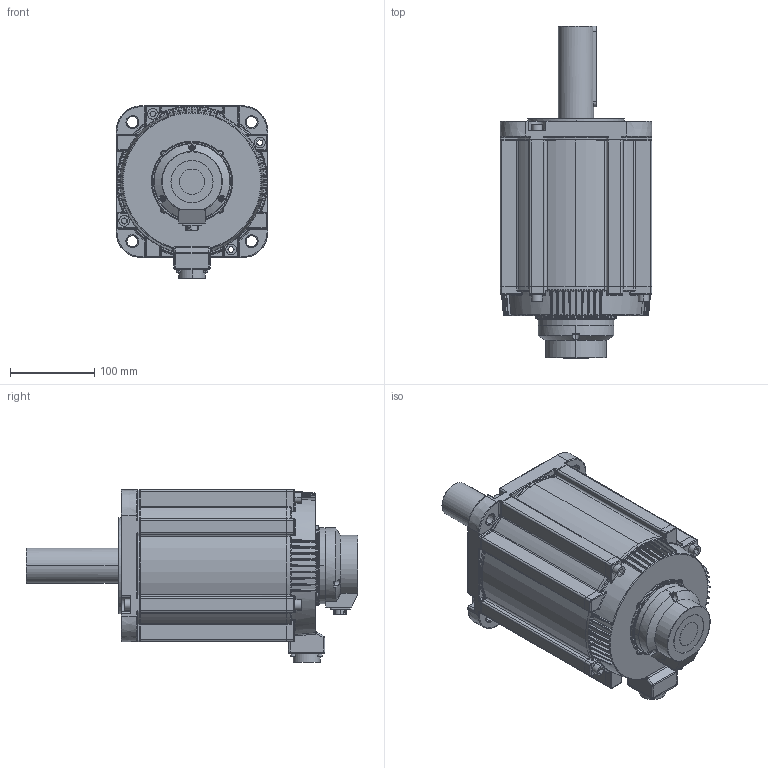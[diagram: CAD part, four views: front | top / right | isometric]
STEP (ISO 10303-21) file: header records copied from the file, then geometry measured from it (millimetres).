
FILE_DESCRIPTION((''),'2;1');
FILE_NAME('7500','2023-03-14T14:36:00',('ms28071'),(''),'CREO PARAMETRIC BY PTC INC, 2018100','CREO PARAMETRIC BY PTC INC, 2018100','');
FILE_SCHEMA(('CONFIG_CONTROL_DESIGN'));
Length unit declared in the file: millimetre
Products named in the file (1): 7500
Bounding box: 180.19 x 393.9 x 204.6 mm (x, y, z)
Surface area: 426630.9 mm2 (no closed solid volume)
Topology: 0 solids, 57 shells, 1391 faces, 4252 edges, 2852 vertices
Faces by surface type: cylinder 482, plane 394, torus 202, bspline 184, cone 107, sphere 22
Entity records: 59347 total; most frequent: CARTESIAN_POINT 23768, ORIENTED_EDGE 7586, DIRECTION 6874, EDGE_CURVE 4228, VERTEX_POINT 2852, AXIS2_PLACEMENT_3D 2768, CIRCLE 1561, EDGE_LOOP 1501
